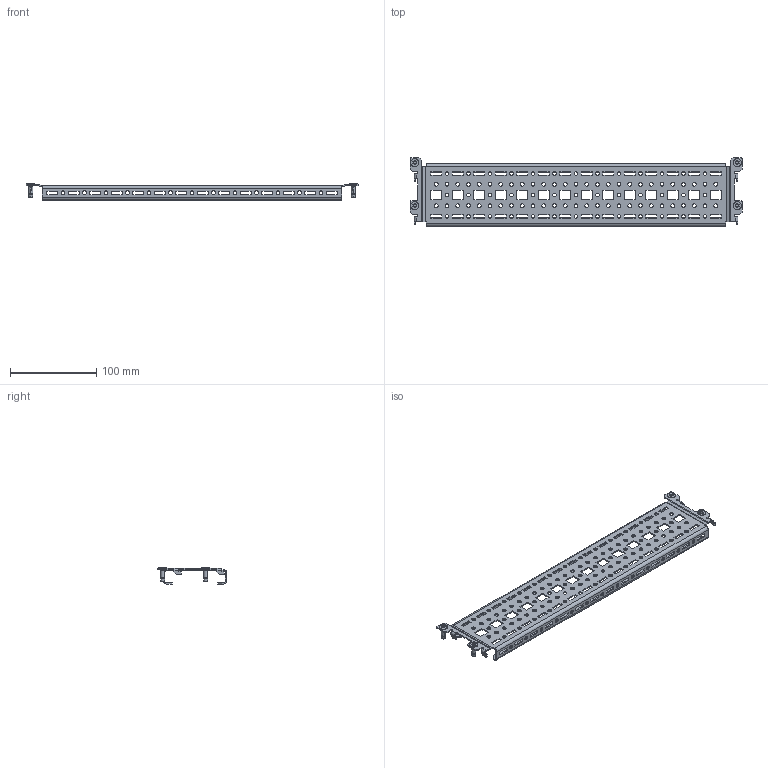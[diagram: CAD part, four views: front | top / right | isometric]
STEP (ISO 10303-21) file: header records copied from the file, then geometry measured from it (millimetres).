
FILE_DESCRIPTION (( 'STEP AP203' ), '1' );
FILE_NAME ('U0254400702 Ïëàíêà ìîíòàæíàÿ ÂÌ 17õ73 LC2_RS52 00.40 (000.801.076).STEP', '2022-04-20T06:02:52', ( '' ), ( '' ), 'SwSTEP 2.0', 'SolidWorks 2017', '' );
FILE_SCHEMA (( 'CONFIG_CONTROL_DESIGN' ));
Length unit declared in the file: millimetre
Products named in the file (3): U0254400702 Ïëàíêà ìîíòàæíàÿ ÂÌ 17õ73 LC2_RS52 00.40 (000.801.076); 025-159 砑鳧罻 蟯_00 (00.40); Âèíò DIN 7500 M TORX_Œ5å16
Assembly tree (5 placements, depth 2):
  U0254400702 Ïëàíêà ìîíòàæíàÿ ÂÌ 17õ73 LC2_RS52 00.40 (000.801.076)
    025-159 砑鳧罻 蟯_00 (00.40)
    Âèíò DIN 7500 M TORX_Œ5å16  x4
Bounding box: 386 x 80 x 18.9 mm (x, y, z)
Volume: 51960.9 mm3; surface area: 81427.3 mm2
Topology: 5 solids, 5 shells, 878 faces, 2456 edges, 1592 vertices
Faces by surface type: plane 422, cylinder 416, cone 24, torus 16
Entity records: 25386 total; most frequent: DIRECTION 4285, CARTESIAN_POINT 4247, ORIENTED_EDGE 4234, EDGE_CURVE 2117, VECTOR 1457, LINE 1457, AXIS2_PLACEMENT_3D 1414, VERTEX_POINT 1376
